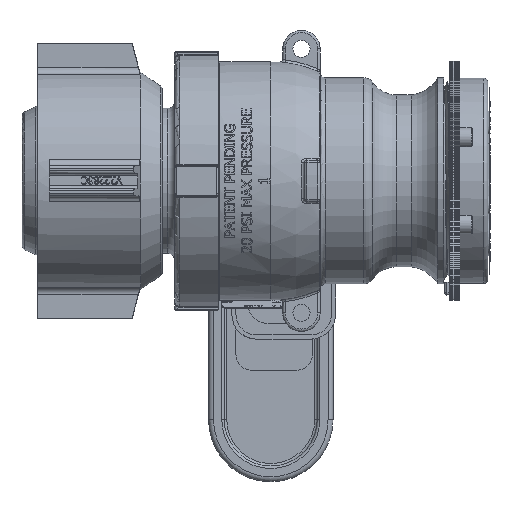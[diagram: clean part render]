
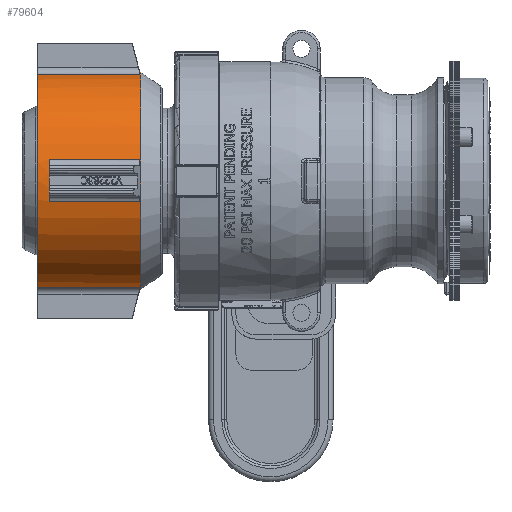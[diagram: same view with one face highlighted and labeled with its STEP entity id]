
A CAD part, front view. The second image highlights one B-rep face of the part: STEP entity #79604.
In plain terms, the highlighted cylindrical face has radius 33.211 mm (diameter 66.421 mm), a partial arc.
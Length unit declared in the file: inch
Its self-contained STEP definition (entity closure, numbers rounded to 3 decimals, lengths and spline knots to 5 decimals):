
#2005=CYLINDRICAL_SURFACE('',#84809,1.3075);
#5237=FACE_BOUND('',#10864,.T.);
#6360=FACE_OUTER_BOUND('',#10863,.T.);
#10863=EDGE_LOOP('',(#58832,#58833,#58834,#58835,#58836,#58837,#58838,#58839));
#10864=EDGE_LOOP('',(#58840,#58841,#58842,#58843));
#15335=CIRCLE('',#84810,1.3075);
#15336=CIRCLE('',#84811,1.3075);
#15337=CIRCLE('',#84812,1.3075);
#15338=CIRCLE('',#84813,1.3075);
#15339=CIRCLE('',#84814,1.3075);
#15340=CIRCLE('',#84815,1.3075);
#20349=LINE('',#123209,#27679);
#20386=LINE('',#123973,#27716);
#20389=LINE('',#124062,#27719);
#20391=LINE('',#124072,#27721);
#20392=LINE('',#124078,#27722);
#20393=LINE('',#124081,#27723);
#27679=VECTOR('',#93206,0.3937);
#27716=VECTOR('',#93375,0.3937);
#27719=VECTOR('',#93476,0.3937);
#27721=VECTOR('',#93488,0.3937);
#27722=VECTOR('',#93493,0.3937);
#27723=VECTOR('',#93496,0.3937);
#35506=VERTEX_POINT('',#123206);
#35507=VERTEX_POINT('',#123208);
#35577=VERTEX_POINT('',#123601);
#35624=VERTEX_POINT('',#123971);
#35650=VERTEX_POINT('',#124050);
#35651=VERTEX_POINT('',#124061);
#35653=VERTEX_POINT('',#124069);
#35654=VERTEX_POINT('',#124071);
#35655=VERTEX_POINT('',#124074);
#35656=VERTEX_POINT('',#124075);
#35657=VERTEX_POINT('',#124077);
#35658=VERTEX_POINT('',#124079);
#44324=EDGE_CURVE('',#35506,#35507,#20349,.T.);
#44454=EDGE_CURVE('',#35624,#35577,#20386,.T.);
#44490=EDGE_CURVE('',#35650,#35651,#20389,.T.);
#44493=EDGE_CURVE('',#35650,#35577,#15335,.T.);
#44494=EDGE_CURVE('',#35624,#35507,#15336,.T.);
#44495=EDGE_CURVE('',#35506,#35653,#15337,.T.);
#44496=EDGE_CURVE('',#35654,#35653,#20391,.T.);
#44497=EDGE_CURVE('',#35654,#35651,#15338,.T.);
#44498=EDGE_CURVE('',#35655,#35656,#15339,.T.);
#44499=EDGE_CURVE('',#35657,#35656,#20392,.T.);
#44500=EDGE_CURVE('',#35657,#35658,#15340,.T.);
#44501=EDGE_CURVE('',#35655,#35658,#20393,.T.);
#58832=ORIENTED_EDGE('',*,*,#44490,.F.);
#58833=ORIENTED_EDGE('',*,*,#44493,.T.);
#58834=ORIENTED_EDGE('',*,*,#44454,.F.);
#58835=ORIENTED_EDGE('',*,*,#44494,.T.);
#58836=ORIENTED_EDGE('',*,*,#44324,.F.);
#58837=ORIENTED_EDGE('',*,*,#44495,.T.);
#58838=ORIENTED_EDGE('',*,*,#44496,.F.);
#58839=ORIENTED_EDGE('',*,*,#44497,.T.);
#58840=ORIENTED_EDGE('',*,*,#44498,.T.);
#58841=ORIENTED_EDGE('',*,*,#44499,.F.);
#58842=ORIENTED_EDGE('',*,*,#44500,.T.);
#58843=ORIENTED_EDGE('',*,*,#44501,.F.);
#79604=ADVANCED_FACE('',(#6360,#5237),#2005,.T.);
#84809=AXIS2_PLACEMENT_3D('',#124066,#93480,#93481);
#84810=AXIS2_PLACEMENT_3D('',#124067,#93482,#93483);
#84811=AXIS2_PLACEMENT_3D('',#124068,#93484,#93485);
#84812=AXIS2_PLACEMENT_3D('',#124070,#93486,#93487);
#84813=AXIS2_PLACEMENT_3D('',#124073,#93489,#93490);
#84814=AXIS2_PLACEMENT_3D('',#124076,#93491,#93492);
#84815=AXIS2_PLACEMENT_3D('',#124080,#93494,#93495);
#93206=DIRECTION('',(0.,0.,-1.));
#93375=DIRECTION('',(0.,0.,1.));
#93476=DIRECTION('',(0.,0.,1.));
#93480=DIRECTION('center_axis',(0.,0.,-1.));
#93481=DIRECTION('ref_axis',(1.,0.,0.));
#93482=DIRECTION('center_axis',(0.,0.,-1.));
#93483=DIRECTION('ref_axis',(0.,-1.,0.));
#93484=DIRECTION('center_axis',(0.,0.,1.));
#93485=DIRECTION('ref_axis',(-1.,0.,0.));
#93486=DIRECTION('center_axis',(0.,0.,-1.));
#93487=DIRECTION('ref_axis',(-1.,0.,0.));
#93488=DIRECTION('',(0.,0.,-1.));
#93489=DIRECTION('center_axis',(0.,0.,-1.));
#93490=DIRECTION('ref_axis',(-1.,0.,0.));
#93491=DIRECTION('center_axis',(0.,0.,1.));
#93492=DIRECTION('ref_axis',(-1.,0.,0.));
#93493=DIRECTION('',(0.,0.,1.));
#93494=DIRECTION('center_axis',(0.,0.,-1.));
#93495=DIRECTION('ref_axis',(-1.,0.,0.));
#93496=DIRECTION('',(0.,0.,-1.));
#123206=CARTESIAN_POINT('',(0.,1.3075,-1.23));
#123208=CARTESIAN_POINT('',(0.,1.3075,-1.24));
#123209=CARTESIAN_POINT('',(0.,1.3075,0.));
#123601=CARTESIAN_POINT('',(0.,-1.3075,-1.23));
#123971=CARTESIAN_POINT('',(0.,-1.3075,-1.24));
#123973=CARTESIAN_POINT('',(0.,-1.3075,0.));
#124050=CARTESIAN_POINT('',(0.25261,-1.28287,-1.23));
#124061=CARTESIAN_POINT('',(0.25261,-1.28287,0.));
#124062=CARTESIAN_POINT('',(0.25261,-1.28287,0.));
#124066=CARTESIAN_POINT('Origin',(0.,0.,0.));
#124067=CARTESIAN_POINT('Origin',(0.,0.,-1.23));
#124068=CARTESIAN_POINT('Origin',(0.,0.,-1.24));
#124069=CARTESIAN_POINT('',(0.25261,1.28287,-1.23));
#124070=CARTESIAN_POINT('Origin',(0.,0.,-1.23));
#124071=CARTESIAN_POINT('',(0.25261,1.28287,0.));
#124072=CARTESIAN_POINT('',(0.25261,1.28287,0.));
#124073=CARTESIAN_POINT('Origin',(0.,0.,0.));
#124074=CARTESIAN_POINT('',(1.28287,-0.25261,-0.14));
#124075=CARTESIAN_POINT('',(1.28287,0.25261,-0.14));
#124076=CARTESIAN_POINT('Origin',(0.,0.,-0.14));
#124077=CARTESIAN_POINT('',(1.28287,0.25261,-1.23));
#124078=CARTESIAN_POINT('',(1.28287,0.25261,0.));
#124079=CARTESIAN_POINT('',(1.28287,-0.25261,-1.23));
#124080=CARTESIAN_POINT('Origin',(0.,0.,-1.23));
#124081=CARTESIAN_POINT('',(1.28287,-0.25261,0.));
